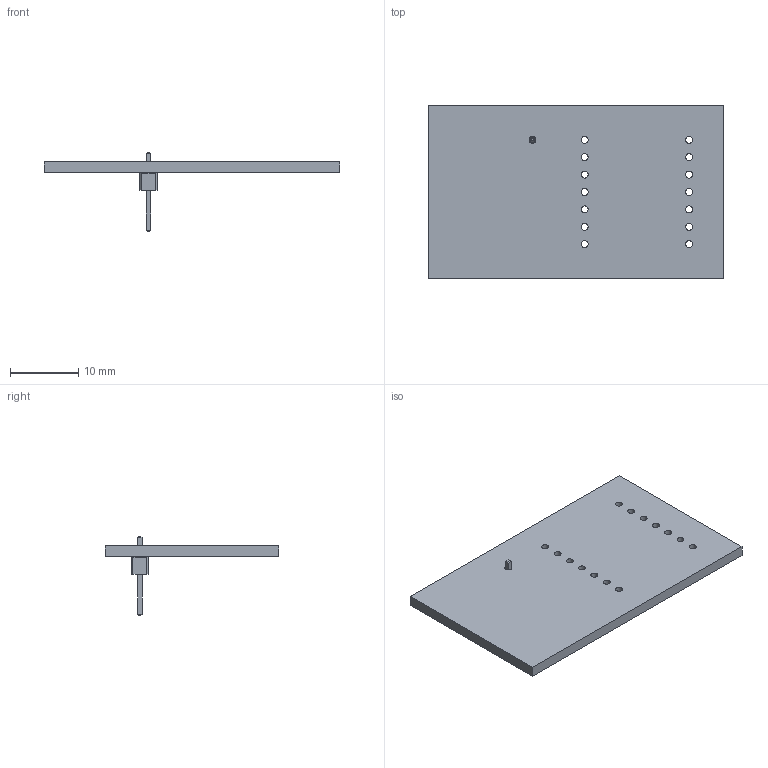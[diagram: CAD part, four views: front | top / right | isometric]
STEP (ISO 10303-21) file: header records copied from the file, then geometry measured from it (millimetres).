
FILE_DESCRIPTION(('KiCad electronic assembly'),'2;1');
FILE_NAME('FINAL_V1_spaced route.step','2024-02-13T10:13:04',('Pcbnew'), ('Kicad'),'Open CASCADE STEP processor 7.7','KiCad to STEP converter', 'Unknown');
FILE_SCHEMA(('AUTOMOTIVE_DESIGN { 1 0 10303 214 1 1 1 1 }'));
Length unit declared in the file: millimetre
Products named in the file (4): FINAL_V1_spaced route 1; PinHeader_1x01_P2.54mm_Vertical; PinHeader_1x01_P254mm_Vertical; FINAL_V1_spaced route PCB
Assembly tree (3 placements, depth 3):
  FINAL_V1_spaced route 1
    PinHeader_1x01_P2.54mm_Vertical
      PinHeader_1x01_P254mm_Vertical
    FINAL_V1_spaced route PCB
Bounding box: 43.18 x 25.4 x 11.54 mm (x, y, z)
Volume: 1755.1 mm3; surface area: 2524.7 mm2
Topology: 2 solids, 2 shells, 49 faces, 121 edges, 78 vertices
Faces by surface type: plane 34, cylinder 15
Full cylindrical faces by diameter (mm): 1 x1, 1.016 x14
Entity records: 3444 total; most frequent: CARTESIAN_POINT 674, DIRECTION 469, LINE 303, VECTOR 303, ORIENTED_EDGE 242, PCURVE 242, DEFINITIONAL_REPRESENTATION 242, EDGE_CURVE 121
